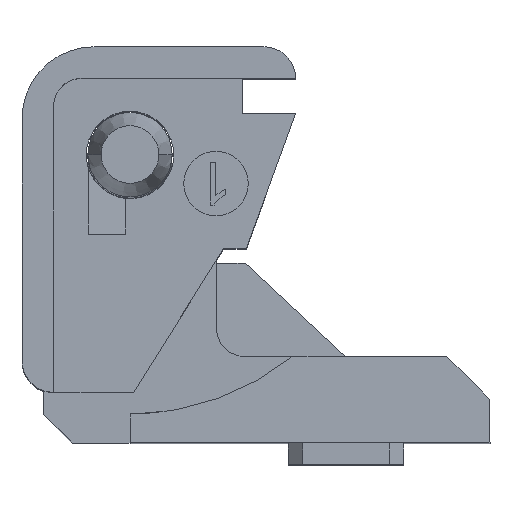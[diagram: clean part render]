
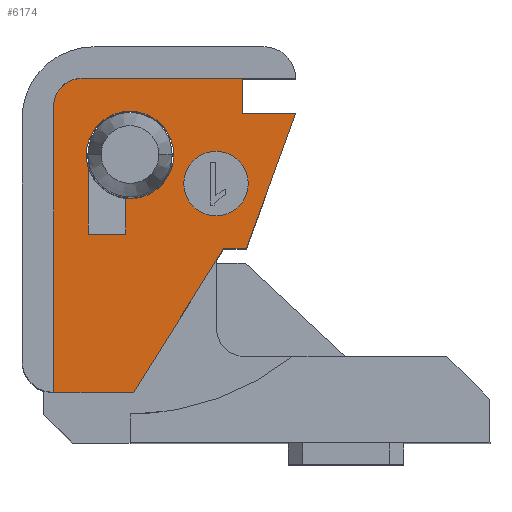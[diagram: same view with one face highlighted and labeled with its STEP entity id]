
A CAD part, top view. The second image highlights one B-rep face of the part: STEP entity #6174.
In plain terms, the highlighted planar face has unit normal (0, 0, 1).
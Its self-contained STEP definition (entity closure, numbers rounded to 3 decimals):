
#4 = EDGE_CURVE ( 'NONE', #8429, #8448, #385, .T. ) ;
#5 = AXIS2_PLACEMENT_3D ( 'NONE', #9329, #8461, #2368 ) ;
#30 = CARTESIAN_POINT ( 'NONE',  ( -69.808, 22.917, -51.675 ) ) ;
#226 = AXIS2_PLACEMENT_3D ( 'NONE', #6666, #4978, #7915 ) ;
#242 = EDGE_CURVE ( 'NONE', #2108, #8429, #5784, .T. ) ;
#305 = CARTESIAN_POINT ( 'NONE',  ( -61.429, 0.469, -51.675 ) ) ;
#385 = CIRCLE ( 'NONE', #3502, 3.035 ) ;
#421 = DIRECTION ( 'NONE',  ( -1., 0., 0. ) ) ;
#507 = VECTOR ( 'NONE', #7871, 1000. ) ;
#557 = DIRECTION ( 'NONE',  ( -0.53, -0.848, 0. ) ) ;
#654 = DIRECTION ( 'NONE',  ( 0., 0., 1. ) ) ;
#677 = VECTOR ( 'NONE', #9485, 1000. ) ;
#678 = CARTESIAN_POINT ( 'NONE',  ( -58.008, 9.868, -51.675 ) ) ;
#992 = CIRCLE ( 'NONE', #7852, 1.9 ) ;
#1107 = CARTESIAN_POINT ( 'NONE',  ( -58.008, 9.868, -51.675 ) ) ;
#1111 = VERTEX_POINT ( 'NONE', #5980 ) ;
#1312 = VERTEX_POINT ( 'NONE', #1107 ) ;
#1386 = CARTESIAN_POINT ( 'NONE',  ( -61.299, 4.978, -51.675 ) ) ;
#1522 = CARTESIAN_POINT ( 'NONE',  ( -66.408, 1.469, -51.675 ) ) ;
#1582 = DIRECTION ( 'NONE',  ( 0., 0., -1. ) ) ;
#1670 = ORIENTED_EDGE ( 'NONE', *, *, #9280, .F. ) ;
#1680 = ORIENTED_EDGE ( 'NONE', *, *, #5113, .F. ) ;
#1719 = LINE ( 'NONE', #30, #677 ) ;
#1886 = EDGE_CURVE ( 'NONE', #2980, #4743, #7214, .T. ) ;
#2089 = CARTESIAN_POINT ( 'NONE',  ( -72.908, 10.368, -51.675 ) ) ;
#2108 = VERTEX_POINT ( 'NONE', #6589 ) ;
#2190 = CARTESIAN_POINT ( 'NONE',  ( -63.538, 4.978, -51.675 ) ) ;
#2228 = VERTEX_POINT ( 'NONE', #1386 ) ;
#2275 = EDGE_CURVE ( 'NONE', #4743, #5412, #4451, .T. ) ;
#2291 = VERTEX_POINT ( 'NONE', #2919 ) ;
#2368 = DIRECTION ( 'NONE',  ( -1., 0., 0. ) ) ;
#2515 = EDGE_CURVE ( 'NONE', #2878, #6693, #2958, .T. ) ;
#2654 = VERTEX_POINT ( 'NONE', #5555 ) ;
#2696 = CARTESIAN_POINT ( 'NONE',  ( -72.408, 6.073, -51.675 ) ) ;
#2716 = CARTESIAN_POINT ( 'NONE',  ( -74.808, 9.468, -51.675 ) ) ;
#2762 = EDGE_CURVE ( 'NONE', #8475, #2291, #8312, .T. ) ;
#2878 = VERTEX_POINT ( 'NONE', #5436 ) ;
#2908 = DIRECTION ( 'NONE',  ( -1., 0., 0. ) ) ;
#2917 = DIRECTION ( 'NONE',  ( 0., 0., -1. ) ) ;
#2919 = CARTESIAN_POINT ( 'NONE',  ( -61.708, 12.268, -51.675 ) ) ;
#2958 = LINE ( 'NONE', #1522, #9235 ) ;
#2980 = VERTEX_POINT ( 'NONE', #4242 ) ;
#3085 = EDGE_CURVE ( 'NONE', #2291, #2654, #5729, .T. ) ;
#3275 = ORIENTED_EDGE ( 'NONE', *, *, #2762, .F. ) ;
#3357 = CARTESIAN_POINT ( 'NONE',  ( -74.808, -9.531, -51.675 ) ) ;
#3370 = ORIENTED_EDGE ( 'NONE', *, *, #7931, .F. ) ;
#3382 = VERTEX_POINT ( 'NONE', #2696 ) ;
#3445 = CARTESIAN_POINT ( 'NONE',  ( -66.473, 6.968, -51.675 ) ) ;
#3481 = CARTESIAN_POINT ( 'NONE',  ( -69.256, -9.531, -51.675 ) ) ;
#3502 = AXIS2_PLACEMENT_3D ( 'NONE', #7618, #2917, #6802 ) ;
#3617 = CARTESIAN_POINT ( 'NONE',  ( -61.708, 12.268, -51.675 ) ) ;
#3634 = ORIENTED_EDGE ( 'NONE', *, *, #1886, .F. ) ;
#3818 = CARTESIAN_POINT ( 'NONE',  ( -65.777, 4.978, -51.675 ) ) ;
#3845 = ORIENTED_EDGE ( 'NONE', *, *, #6839, .T. ) ;
#3876 = DIRECTION ( 'NONE',  ( 1., 0., 0. ) ) ;
#3902 = CARTESIAN_POINT ( 'NONE',  ( -63.008, 0.469, -51.675 ) ) ;
#3950 = DIRECTION ( 'NONE',  ( -1., 0., 0. ) ) ;
#4093 = VERTEX_POINT ( 'NONE', #3818 ) ;
#4242 = CARTESIAN_POINT ( 'NONE',  ( -61.429, 0.469, -51.675 ) ) ;
#4303 = DIRECTION ( 'NONE',  ( 0., 1., 0. ) ) ;
#4411 = ORIENTED_EDGE ( 'NONE', *, *, #242, .T. ) ;
#4423 = CIRCLE ( 'NONE', #5, 2.239 ) ;
#4451 = LINE ( 'NONE', #4550, #9895 ) ;
#4515 = LINE ( 'NONE', #678, #6205 ) ;
#4550 = CARTESIAN_POINT ( 'NONE',  ( -69.256, -9.531, -51.675 ) ) ;
#4650 = EDGE_LOOP ( 'NONE', ( #5675, #9143, #1670, #9232, #3634, #1680, #4702, #10041, #3275 ) ) ;
#4702 = ORIENTED_EDGE ( 'NONE', *, *, #6308, .F. ) ;
#4743 = VERTEX_POINT ( 'NONE', #5134 ) ;
#4968 = LINE ( 'NONE', #2716, #8157 ) ;
#4978 = DIRECTION ( 'NONE',  ( 0., 0., -1. ) ) ;
#5013 = CARTESIAN_POINT ( 'NONE',  ( -61.708, 9.868, -51.675 ) ) ;
#5113 = EDGE_CURVE ( 'NONE', #1312, #2980, #7317, .T. ) ;
#5134 = CARTESIAN_POINT ( 'NONE',  ( -63.008, 0.469, -51.675 ) ) ;
#5142 = DIRECTION ( 'NONE',  ( 1., 0., 0. ) ) ;
#5212 = DIRECTION ( 'NONE',  ( 0., 0., 1. ) ) ;
#5412 = VERTEX_POINT ( 'NONE', #3481 ) ;
#5436 = CARTESIAN_POINT ( 'NONE',  ( -72.408, 1.469, -51.675 ) ) ;
#5553 = DIRECTION ( 'NONE',  ( 1., 0., 0. ) ) ;
#5555 = CARTESIAN_POINT ( 'NONE',  ( -61.708, 9.868, -51.675 ) ) ;
#5675 = ORIENTED_EDGE ( 'NONE', *, *, #7953, .T. ) ;
#5729 = LINE ( 'NONE', #5013, #7126 ) ;
#5784 = CIRCLE ( 'NONE', #226, 3.035 ) ;
#5785 = DIRECTION ( 'NONE',  ( 0., 0., -1. ) ) ;
#5838 = CARTESIAN_POINT ( 'NONE',  ( -72.008, 9.468, -51.675 ) ) ;
#5898 = ORIENTED_EDGE ( 'NONE', *, *, #7657, .T. ) ;
#5946 = LINE ( 'NONE', #9120, #8934 ) ;
#5980 = CARTESIAN_POINT ( 'NONE',  ( -74.808, 10.368, -51.675 ) ) ;
#6024 = DIRECTION ( 'NONE',  ( 1., 0., 0. ) ) ;
#6153 = EDGE_CURVE ( 'NONE', #8103, #1111, #4968, .T. ) ;
#6174 = ADVANCED_FACE ( 'NONE', ( #6711, #7420, #8950 ), #9779, .F. ) ;
#6205 = VECTOR ( 'NONE', #9114, 1000. ) ;
#6308 = EDGE_CURVE ( 'NONE', #2654, #1312, #4515, .T. ) ;
#6341 = ORIENTED_EDGE ( 'NONE', *, *, #7320, .F. ) ;
#6367 = AXIS2_PLACEMENT_3D ( 'NONE', #5838, #5785, #5553 ) ;
#6404 = DIRECTION ( 'NONE',  ( -0.342, -0.94, 0. ) ) ;
#6493 = DIRECTION ( 'NONE',  ( 0., -1., 0. ) ) ;
#6589 = CARTESIAN_POINT ( 'NONE',  ( -72.543, 6.968, -51.675 ) ) ;
#6604 = CARTESIAN_POINT ( 'NONE',  ( -72.908, 12.268, -51.675 ) ) ;
#6666 = CARTESIAN_POINT ( 'NONE',  ( -69.508, 6.968, -51.675 ) ) ;
#6693 = VERTEX_POINT ( 'NONE', #7410 ) ;
#6702 = AXIS2_PLACEMENT_3D ( 'NONE', #9400, #1582, #8684 ) ;
#6711 = FACE_BOUND ( 'NONE', #9525, .T. ) ;
#6802 = DIRECTION ( 'NONE',  ( 1., 0., 0. ) ) ;
#6810 = ORIENTED_EDGE ( 'NONE', *, *, #4, .T. ) ;
#6839 = EDGE_CURVE ( 'NONE', #3382, #2108, #9633, .T. ) ;
#6969 = ORIENTED_EDGE ( 'NONE', *, *, #8006, .F. ) ;
#7126 = VECTOR ( 'NONE', #6493, 1000. ) ;
#7214 = LINE ( 'NONE', #3902, #7614 ) ;
#7317 = LINE ( 'NONE', #305, #10123 ) ;
#7320 = EDGE_CURVE ( 'NONE', #4093, #2228, #4423, .T. ) ;
#7362 = CIRCLE ( 'NONE', #8824, 2.239 ) ;
#7410 = CARTESIAN_POINT ( 'NONE',  ( -69.808, 1.469, -51.675 ) ) ;
#7420 = FACE_OUTER_BOUND ( 'NONE', #4650, .T. ) ;
#7614 = VECTOR ( 'NONE', #3950, 1000. ) ;
#7618 = CARTESIAN_POINT ( 'NONE',  ( -69.508, 6.968, -51.675 ) ) ;
#7620 = VECTOR ( 'NONE', #5142, 1000. ) ;
#7657 = EDGE_CURVE ( 'NONE', #2878, #3382, #7770, .T. ) ;
#7770 = LINE ( 'NONE', #9451, #507 ) ;
#7852 = AXIS2_PLACEMENT_3D ( 'NONE', #2089, #5212, #6024 ) ;
#7871 = DIRECTION ( 'NONE',  ( 0., 1., 0. ) ) ;
#7915 = DIRECTION ( 'NONE',  ( 1., 0., 0. ) ) ;
#7931 = EDGE_CURVE ( 'NONE', #2228, #4093, #7362, .T. ) ;
#7953 = EDGE_CURVE ( 'NONE', #8475, #1111, #992, .T. ) ;
#8006 = EDGE_CURVE ( 'NONE', #6693, #8448, #1719, .T. ) ;
#8103 = VERTEX_POINT ( 'NONE', #3357 ) ;
#8157 = VECTOR ( 'NONE', #4303, 1000. ) ;
#8312 = LINE ( 'NONE', #3617, #7620 ) ;
#8429 = VERTEX_POINT ( 'NONE', #3445 ) ;
#8448 = VERTEX_POINT ( 'NONE', #9012 ) ;
#8461 = DIRECTION ( 'NONE',  ( 0., 0., 1. ) ) ;
#8475 = VERTEX_POINT ( 'NONE', #6604 ) ;
#8684 = DIRECTION ( 'NONE',  ( 1., 0., 0. ) ) ;
#8824 = AXIS2_PLACEMENT_3D ( 'NONE', #2190, #654, #2908 ) ;
#8934 = VECTOR ( 'NONE', #421, 1000. ) ;
#8950 = FACE_BOUND ( 'NONE', #9076, .T. ) ;
#9012 = CARTESIAN_POINT ( 'NONE',  ( -69.808, 3.948, -51.675 ) ) ;
#9076 = EDGE_LOOP ( 'NONE', ( #9712, #5898, #3845, #4411, #6810, #6969 ) ) ;
#9114 = DIRECTION ( 'NONE',  ( 1., 0., 0. ) ) ;
#9120 = CARTESIAN_POINT ( 'NONE',  ( -74.808, -9.531, -51.675 ) ) ;
#9143 = ORIENTED_EDGE ( 'NONE', *, *, #6153, .F. ) ;
#9232 = ORIENTED_EDGE ( 'NONE', *, *, #2275, .F. ) ;
#9235 = VECTOR ( 'NONE', #3876, 1000. ) ;
#9280 = EDGE_CURVE ( 'NONE', #5412, #8103, #5946, .T. ) ;
#9329 = CARTESIAN_POINT ( 'NONE',  ( -63.538, 4.978, -51.675 ) ) ;
#9400 = CARTESIAN_POINT ( 'NONE',  ( -69.508, 6.968, -51.675 ) ) ;
#9451 = CARTESIAN_POINT ( 'NONE',  ( -72.408, 22.917, -51.675 ) ) ;
#9485 = DIRECTION ( 'NONE',  ( 0., 1., 0. ) ) ;
#9525 = EDGE_LOOP ( 'NONE', ( #6341, #3370 ) ) ;
#9633 = CIRCLE ( 'NONE', #6702, 3.035 ) ;
#9712 = ORIENTED_EDGE ( 'NONE', *, *, #2515, .F. ) ;
#9779 = PLANE ( 'NONE',  #6367 ) ;
#9895 = VECTOR ( 'NONE', #557, 1000. ) ;
#10041 = ORIENTED_EDGE ( 'NONE', *, *, #3085, .F. ) ;
#10123 = VECTOR ( 'NONE', #6404, 1000. ) ;
